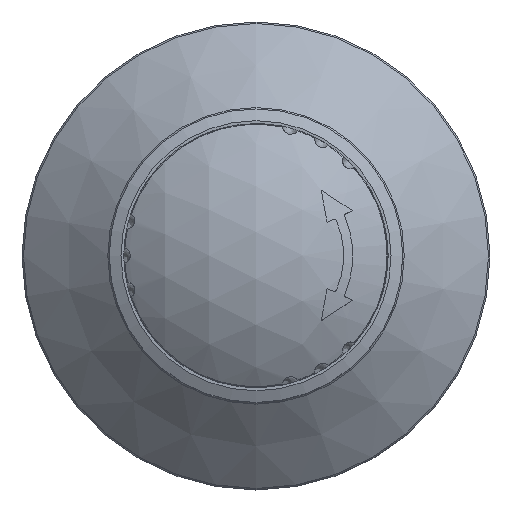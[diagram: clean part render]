
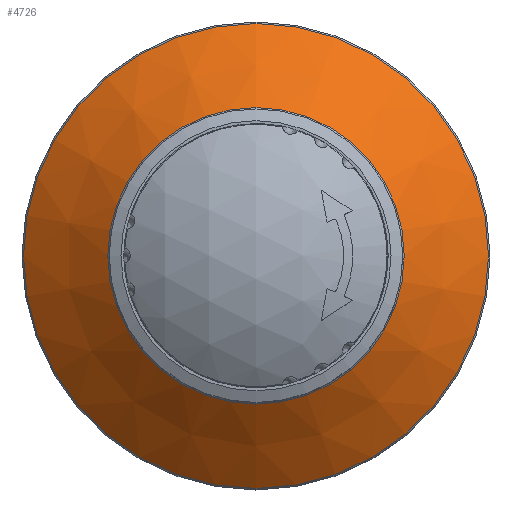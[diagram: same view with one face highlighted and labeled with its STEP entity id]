
A CAD part, top view. The second image highlights one B-rep face of the part: STEP entity #4726.
In plain terms, the highlighted conical face has half-angle 50 degrees and reference radius 22.7 mm.
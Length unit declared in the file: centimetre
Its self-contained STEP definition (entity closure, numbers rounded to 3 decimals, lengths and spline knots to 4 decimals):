
#141=FACE_BOUND('',#925,.T.);
#342=CIRCLE('',#5135,1.7679);
#343=CIRCLE('',#5137,2.7721);
#406=CONICAL_SURFACE('',#5136,2.27,50.);
#621=FACE_OUTER_BOUND('',#924,.T.);
#924=EDGE_LOOP('',(#3844));
#925=EDGE_LOOP('',(#3845));
#2178=VERTEX_POINT('',#8351);
#2179=VERTEX_POINT('',#8354);
#2778=EDGE_CURVE('',#2178,#2178,#342,.T.);
#2779=EDGE_CURVE('',#2179,#2179,#343,.T.);
#3844=ORIENTED_EDGE('',*,*,#2779,.F.);
#3845=ORIENTED_EDGE('',*,*,#2778,.T.);
#4726=ADVANCED_FACE('',(#621,#141),#406,.T.);
#5135=AXIS2_PLACEMENT_3D('',#8352,#6161,#6162);
#5136=AXIS2_PLACEMENT_3D('',#8353,#6163,#6164);
#5137=AXIS2_PLACEMENT_3D('',#8355,#6165,#6166);
#6161=DIRECTION('center_axis',(0.,0.,
-1.));
#6162=DIRECTION('ref_axis',(0.,-1.,0.));
#6163=DIRECTION('center_axis',(0.,0.,
-1.));
#6164=DIRECTION('ref_axis',(0.,-1.,0.));
#6165=DIRECTION('center_axis',(0.,0.,
-1.));
#6166=DIRECTION('ref_axis',(0.,-1.,0.));
#8351=CARTESIAN_POINT('',(0.,-1.7679,3.355));
#8352=CARTESIAN_POINT('Origin',(0.,0.,
3.355));
#8353=CARTESIAN_POINT('Origin',(0.,0.,
2.9337));
#8354=CARTESIAN_POINT('',(0.,-2.7721,2.5123));
#8355=CARTESIAN_POINT('Origin',(0.,0.,
2.5123));
